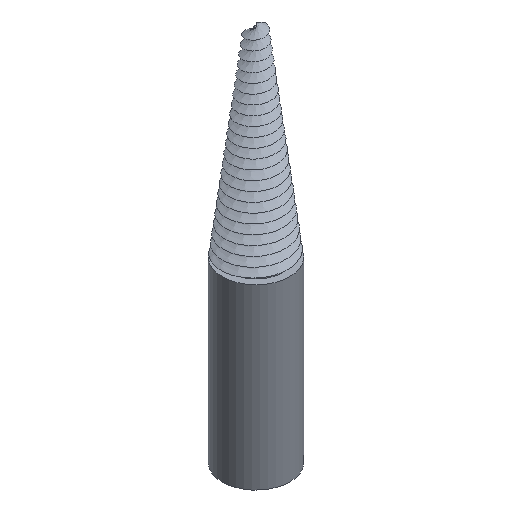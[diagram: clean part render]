
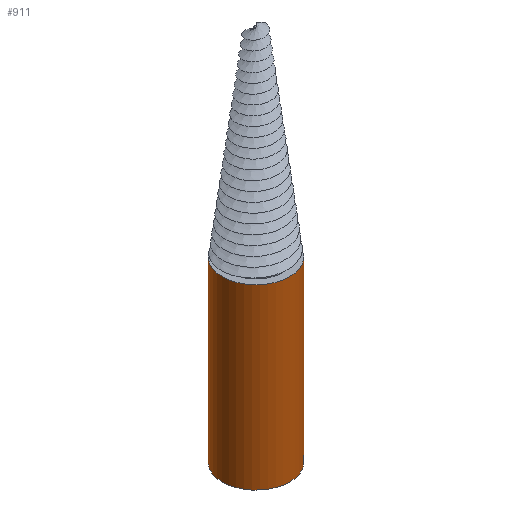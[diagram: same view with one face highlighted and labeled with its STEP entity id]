
A CAD part, isometric view. The second image highlights one B-rep face of the part: STEP entity #911.
In plain terms, the highlighted cylindrical face has radius 9.5 mm (diameter 19 mm), a full revolution.
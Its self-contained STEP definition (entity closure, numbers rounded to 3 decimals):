
#49=CYLINDRICAL_SURFACE('',#987,9.5);
#58=CIRCLE('',#980,9.5);
#59=CIRCLE('',#982,9.5);
#60=CIRCLE('',#983,9.5);
#99=LINE('',#14113,#142);
#142=VECTOR('',#1138,9.5);
#190=FACE_OUTER_BOUND('',#243,.T.);
#243=EDGE_LOOP('',(#767,#768,#769,#770,#771));
#419=VERTEX_POINT('',#12489);
#420=VERTEX_POINT('',#12492);
#421=VERTEX_POINT('',#12493);
#541=EDGE_CURVE('',#419,#419,#58,.T.);
#542=EDGE_CURVE('',#420,#421,#59,.T.);
#543=EDGE_CURVE('',#421,#420,#60,.T.);
#555=EDGE_CURVE('',#419,#421,#99,.T.);
#767=ORIENTED_EDGE('',*,*,#541,.F.);
#768=ORIENTED_EDGE('',*,*,#555,.T.);
#769=ORIENTED_EDGE('',*,*,#542,.F.);
#770=ORIENTED_EDGE('',*,*,#543,.F.);
#771=ORIENTED_EDGE('',*,*,#555,.F.);
#911=ADVANCED_FACE('',(#190),#49,.T.);
#980=AXIS2_PLACEMENT_3D('',#12490,#1121,#1122);
#982=AXIS2_PLACEMENT_3D('',#12494,#1125,#1126);
#983=AXIS2_PLACEMENT_3D('',#12495,#1127,#1128);
#987=AXIS2_PLACEMENT_3D('',#14112,#1136,#1137);
#1121=DIRECTION('center_axis',(0.,0.,-1.));
#1122=DIRECTION('ref_axis',(1.,0.,0.));
#1125=DIRECTION('center_axis',(0.,0.,1.));
#1126=DIRECTION('ref_axis',(1.,0.,0.));
#1127=DIRECTION('center_axis',(0.,0.,1.));
#1128=DIRECTION('ref_axis',(1.,0.,0.));
#1136=DIRECTION('center_axis',(0.,0.,-1.));
#1137=DIRECTION('ref_axis',(1.,0.,0.));
#1138=DIRECTION('',(0.,0.,1.));
#12489=CARTESIAN_POINT('',(-9.5,0.,0.));
#12490=CARTESIAN_POINT('Origin',(0.,0.,0.));
#12492=CARTESIAN_POINT('',(9.5,0.,50.));
#12493=CARTESIAN_POINT('',(-9.5,0.,50.));
#12494=CARTESIAN_POINT('Origin',(0.,0.,50.));
#12495=CARTESIAN_POINT('Origin',(0.,0.,50.));
#14112=CARTESIAN_POINT('Origin',(0.,0.,42.75));
#14113=CARTESIAN_POINT('',(-9.5,0.,42.75));
